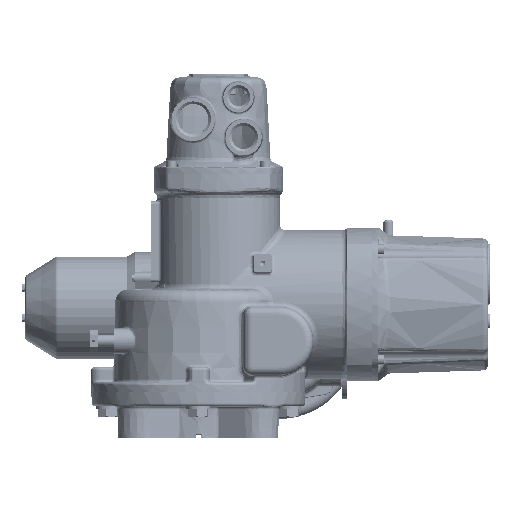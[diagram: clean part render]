
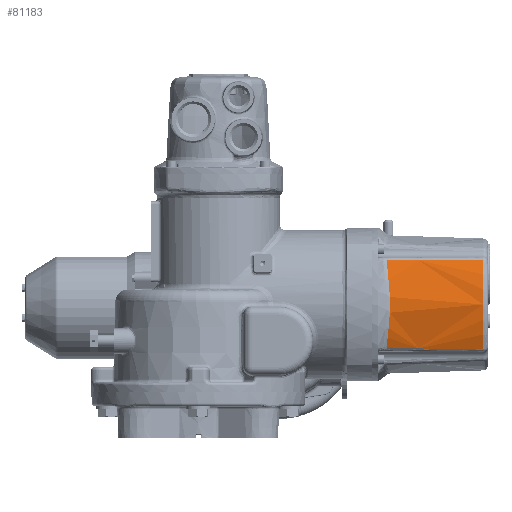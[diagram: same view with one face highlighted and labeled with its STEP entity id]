
A CAD part, front view. The second image highlights one B-rep face of the part: STEP entity #81183.
In plain terms, the highlighted free-form (B-spline) face has degree [1, 3] with [2, 18] control points.
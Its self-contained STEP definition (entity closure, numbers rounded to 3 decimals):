
#857=B_SPLINE_SURFACE_WITH_KNOTS('',1,3,((#146475,#146476,#146477,#146478,
#146479,#146480,#146481,#146482,#146483,#146484,#146485,#146486,#146487,
#146488,#146489,#146490,#146491,#146492),(#146493,#146494,#146495,#146496,
#146497,#146498,#146499,#146500,#146501,#146502,#146503,#146504,#146505,
#146506,#146507,#146508,#146509,#146510)),.RULED_SURF.,.F.,.F.,.F.,(2,2),
(4,2,2,2,2,2,2,2,4),(0.146,0.959),(0.077,
0.125,0.25,0.375,0.5,0.625,0.75,0.875,0.923),.UNSPECIFIED.);
#7987=B_SPLINE_CURVE_WITH_KNOTS('',3,(#146511,#146512,#146513,#146514,#146515,
#146516,#146517,#146518,#146519,#146520,#146521),.UNSPECIFIED.,.F.,.F.,
(4,1,1,1,1,1,1,1,4),(0.,0.011,0.022,0.033,
0.044,0.055,0.066,0.077,
0.088),.UNSPECIFIED.);
#7988=B_SPLINE_CURVE_WITH_KNOTS('',3,(#146524,#146525,#146526,#146527),
 .UNSPECIFIED.,.F.,.F.,(4,4),(0.,0.001),.UNSPECIFIED.);
#7989=B_SPLINE_CURVE_WITH_KNOTS('',3,(#146529,#146530,#146531,#146532),
 .UNSPECIFIED.,.F.,.F.,(4,4),(0.002,0.034),
 .UNSPECIFIED.);
#7990=B_SPLINE_CURVE_WITH_KNOTS('',3,(#146534,#146535,#146536,#146537),
 .UNSPECIFIED.,.F.,.F.,(4,4),(0.,0.064),.UNSPECIFIED.);
#7991=B_SPLINE_CURVE_WITH_KNOTS('',3,(#146539,#146540,#146541,#146542,#146543,
#146544,#146545,#146546,#146547,#146548),.UNSPECIFIED.,.F.,.F.,(4,1,1,1,
1,1,1,4),(0.003,0.025,0.037,0.048,
0.059,0.071,0.082,0.093),
 .UNSPECIFIED.);
#7992=B_SPLINE_CURVE_WITH_KNOTS('',3,(#146550,#146551,#146552,#146553),
 .UNSPECIFIED.,.F.,.F.,(4,4),(0.,0.064),
 .UNSPECIFIED.);
#7993=B_SPLINE_CURVE_WITH_KNOTS('',3,(#146555,#146556,#146557,#146558),
 .UNSPECIFIED.,.F.,.F.,(4,4),(0.,0.032),.UNSPECIFIED.);
#7994=B_SPLINE_CURVE_WITH_KNOTS('',3,(#146560,#146561,#146562,#146563),
 .UNSPECIFIED.,.F.,.F.,(4,4),(0.,0.001),
 .UNSPECIFIED.);
#19855=ORIENTED_EDGE('',*,*,#32067,.T.);
#19856=ORIENTED_EDGE('',*,*,#32068,.T.);
#19857=ORIENTED_EDGE('',*,*,#32069,.T.);
#19858=ORIENTED_EDGE('',*,*,#32070,.T.);
#19859=ORIENTED_EDGE('',*,*,#32071,.T.);
#19860=ORIENTED_EDGE('',*,*,#32072,.T.);
#19861=ORIENTED_EDGE('',*,*,#32073,.T.);
#19862=ORIENTED_EDGE('',*,*,#32074,.T.);
#32067=EDGE_CURVE('',#39148,#39149,#7987,.T.);
#32068=EDGE_CURVE('',#39149,#39150,#7988,.T.);
#32069=EDGE_CURVE('',#39150,#39151,#7989,.T.);
#32070=EDGE_CURVE('',#39151,#39152,#7990,.T.);
#32071=EDGE_CURVE('',#39152,#39153,#7991,.T.);
#32072=EDGE_CURVE('',#39153,#39154,#7992,.T.);
#32073=EDGE_CURVE('',#39154,#39155,#7993,.T.);
#32074=EDGE_CURVE('',#39155,#39148,#7994,.T.);
#39148=VERTEX_POINT('',#146522);
#39149=VERTEX_POINT('',#146523);
#39150=VERTEX_POINT('',#146528);
#39151=VERTEX_POINT('',#146533);
#39152=VERTEX_POINT('',#146538);
#39153=VERTEX_POINT('',#146549);
#39154=VERTEX_POINT('',#146554);
#39155=VERTEX_POINT('',#146559);
#51228=EDGE_LOOP('',(#19855,#19856,#19857,#19858,#19859,#19860,#19861,#19862));
#56479=FACE_BOUND('',#51228,.T.);
#81183=ADVANCED_FACE('',(#56479),#857,.F.);
#146475=CARTESIAN_POINT('',(186.567,-27.146,133.476));
#146476=CARTESIAN_POINT('',(186.567,-27.892,131.825));
#146477=CARTESIAN_POINT('',(186.567,-28.598,130.155));
#146478=CARTESIAN_POINT('',(186.567,-30.98,124.119));
#146479=CARTESIAN_POINT('',(186.567,-32.424,119.661));
#146480=CARTESIAN_POINT('',(186.567,-34.744,110.599));
#146481=CARTESIAN_POINT('',(186.567,-35.62,105.995));
#146482=CARTESIAN_POINT('',(186.567,-36.789,96.714));
#146483=CARTESIAN_POINT('',(186.567,-37.082,92.037));
#146484=CARTESIAN_POINT('',(186.567,-37.082,82.683));
#146485=CARTESIAN_POINT('',(186.567,-36.789,78.006));
#146486=CARTESIAN_POINT('',(186.567,-35.62,68.725));
#146487=CARTESIAN_POINT('',(186.567,-34.744,64.121));
#146488=CARTESIAN_POINT('',(186.567,-32.424,55.059));
#146489=CARTESIAN_POINT('',(186.567,-30.98,50.601));
#146490=CARTESIAN_POINT('',(186.567,-28.598,44.565));
#146491=CARTESIAN_POINT('',(186.567,-27.892,42.895));
#146492=CARTESIAN_POINT('',(186.567,-27.146,41.244));
#146493=CARTESIAN_POINT('',(283.174,-24.071,132.087));
#146494=CARTESIAN_POINT('',(283.174,-24.795,130.485));
#146495=CARTESIAN_POINT('',(283.174,-25.48,128.866));
#146496=CARTESIAN_POINT('',(283.174,-27.791,123.012));
#146497=CARTESIAN_POINT('',(283.174,-29.191,118.688));
#146498=CARTESIAN_POINT('',(283.174,-31.441,109.899));
#146499=CARTESIAN_POINT('',(283.174,-32.29,105.434));
#146500=CARTESIAN_POINT('',(283.174,-33.424,96.432));
#146501=CARTESIAN_POINT('',(283.174,-33.709,91.896));
#146502=CARTESIAN_POINT('',(283.174,-33.709,82.824));
#146503=CARTESIAN_POINT('',(283.174,-33.424,78.288));
#146504=CARTESIAN_POINT('',(283.174,-32.29,69.286));
#146505=CARTESIAN_POINT('',(283.174,-31.441,64.821));
#146506=CARTESIAN_POINT('',(283.174,-29.191,56.032));
#146507=CARTESIAN_POINT('',(283.174,-27.791,51.708));
#146508=CARTESIAN_POINT('',(283.174,-25.48,45.854));
#146509=CARTESIAN_POINT('',(283.174,-24.795,44.235));
#146510=CARTESIAN_POINT('',(283.174,-24.071,42.633));
#146511=CARTESIAN_POINT('',(187.335,-28.634,129.959));
#146512=CARTESIAN_POINT('',(187.633,-30.018,126.568));
#146513=CARTESIAN_POINT('',(188.295,-32.436,119.694));
#146514=CARTESIAN_POINT('',(189.425,-35.045,109.031));
#146515=CARTESIAN_POINT('',(190.422,-36.593,98.238));
#146516=CARTESIAN_POINT('',(190.847,-37.113,87.366));
#146517=CARTESIAN_POINT('',(190.412,-36.582,76.314));
#146518=CARTESIAN_POINT('',(189.409,-35.014,65.55));
#146519=CARTESIAN_POINT('',(188.295,-32.432,55.025));
#146520=CARTESIAN_POINT('',(187.634,-30.02,48.157));
#146521=CARTESIAN_POINT('',(187.335,-28.634,44.761));
#146522=CARTESIAN_POINT('',(187.335,-28.634,129.959));
#146523=CARTESIAN_POINT('',(187.335,-28.634,44.761));
#146524=CARTESIAN_POINT('',(187.335,-28.634,44.761));
#146525=CARTESIAN_POINT('',(187.302,-28.481,44.386));
#146526=CARTESIAN_POINT('',(187.239,-28.329,44.015));
#146527=CARTESIAN_POINT('',(187.143,-28.177,43.65));
#146528=CARTESIAN_POINT('',(187.143,-28.177,43.65));
#146529=CARTESIAN_POINT('',(187.143,-28.177,43.65));
#146530=CARTESIAN_POINT('',(197.853,-27.76,43.625));
#146531=CARTESIAN_POINT('',(208.564,-27.342,43.599));
#146532=CARTESIAN_POINT('',(219.274,-26.924,43.573));
#146533=CARTESIAN_POINT('',(219.274,-26.924,43.573));
#146534=CARTESIAN_POINT('',(219.274,-26.924,43.573));
#146535=CARTESIAN_POINT('',(240.576,-26.092,43.521));
#146536=CARTESIAN_POINT('',(261.877,-25.224,43.388));
#146537=CARTESIAN_POINT('',(283.174,-24.295,43.132));
#146538=CARTESIAN_POINT('',(283.174,-24.295,43.132));
#146539=CARTESIAN_POINT('',(283.174,-24.295,43.132));
#146540=CARTESIAN_POINT('',(283.174,-27.393,50.079));
#146541=CARTESIAN_POINT('',(283.174,-30.89,60.819));
#146542=CARTESIAN_POINT('',(283.174,-33.301,75.858));
#146543=CARTESIAN_POINT('',(283.174,-33.909,87.314));
#146544=CARTESIAN_POINT('',(283.174,-33.312,98.713));
#146545=CARTESIAN_POINT('',(283.174,-31.541,109.935));
#146546=CARTESIAN_POINT('',(283.174,-28.572,121.019));
#146547=CARTESIAN_POINT('',(283.174,-25.847,128.108));
#146548=CARTESIAN_POINT('',(283.174,-24.295,131.588));
#146549=CARTESIAN_POINT('',(283.174,-24.295,131.588));
#146550=CARTESIAN_POINT('',(283.174,-24.295,131.588));
#146551=CARTESIAN_POINT('',(261.877,-25.224,131.332));
#146552=CARTESIAN_POINT('',(240.576,-26.092,131.199));
#146553=CARTESIAN_POINT('',(219.274,-26.924,131.147));
#146554=CARTESIAN_POINT('',(219.274,-26.924,131.147));
#146555=CARTESIAN_POINT('',(219.274,-26.924,131.147));
#146556=CARTESIAN_POINT('',(208.564,-27.342,131.121));
#146557=CARTESIAN_POINT('',(197.853,-27.76,131.095));
#146558=CARTESIAN_POINT('',(187.143,-28.177,131.07));
#146559=CARTESIAN_POINT('',(187.143,-28.177,131.07));
#146560=CARTESIAN_POINT('',(187.143,-28.177,131.07));
#146561=CARTESIAN_POINT('',(187.239,-28.329,130.705));
#146562=CARTESIAN_POINT('',(187.302,-28.481,130.334));
#146563=CARTESIAN_POINT('',(187.335,-28.634,129.959));
